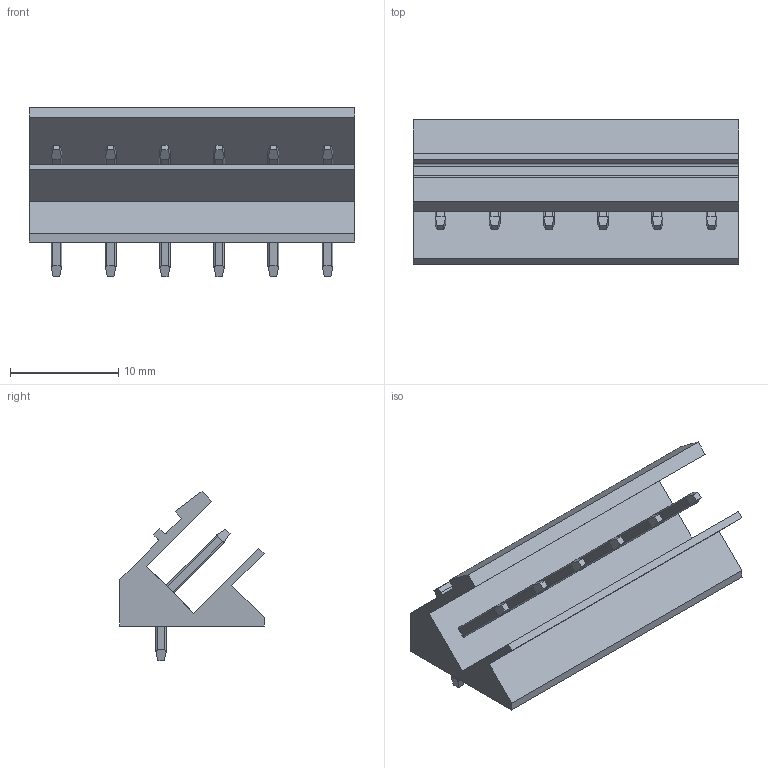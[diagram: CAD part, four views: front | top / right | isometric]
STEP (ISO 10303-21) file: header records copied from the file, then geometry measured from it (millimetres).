
FILE_DESCRIPTION(('CATIA V5 STEP Exchange','CAx-IF Rec.Pracs.--- Model Styling and Organization---1.2---2011-12-15'),'2;1');
FILE_NAME ('D1453848_0_1630290000_1630290000.stp','2018-10-13T04:10:40+00:00',('none'),('Weidmueller'),'CATIA Version 5-6 Release 2014','CATIA V5 STEP AP214','none');
FILE_SCHEMA(('AUTOMOTIVE_DESIGN { 1 0 10303 214 1 1 1 1 }'));
Length unit declared in the file: millimetre
Products named in the file (1): 1630290000
Bounding box: 30 x 13.3 x 15.63 mm (x, y, z)
Volume: 1789.7 mm3; surface area: 2460.4 mm2
Topology: 7 solids, 7 shells, 250 faces, 660 edges, 424 vertices
Faces by surface type: plane 152, cylinder 98
Entity records: 8976 total; most frequent: CARTESIAN_POINT 3332, ORIENTED_EDGE 1320, DIRECTION 844, EDGE_CURVE 654, VECTOR 462, LINE 462, VERTEX_POINT 416, EDGE_LOOP 262
